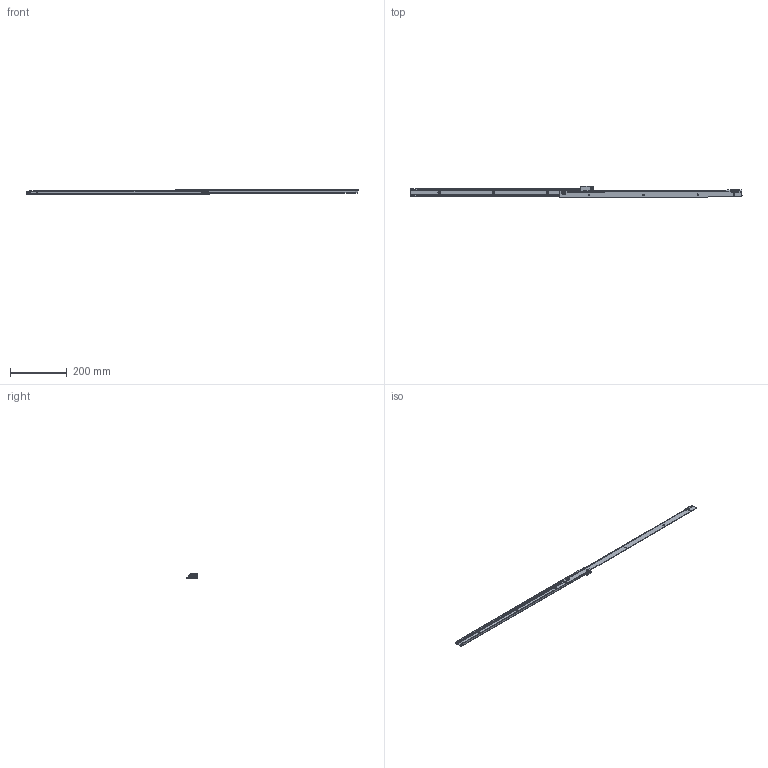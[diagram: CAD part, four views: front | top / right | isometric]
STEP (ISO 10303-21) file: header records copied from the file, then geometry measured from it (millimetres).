
FILE_DESCRIPTION (( 'STEP AP214' ), '1' );
FILE_NAME ('CS# 1051.650-GA.0000.re_open.STEP', '2023-03-06T12:42:45', ( '' ), ( '' ), 'SwSTEP 2.0', 'SolidWorks 2020', '' );
FILE_SCHEMA (( 'AUTOMOTIVE_DESIGN' ));
Length unit declared in the file: millimetre
Products named in the file (15): FUL-166 Kugellager; CS# 1051.XXX-03.0000.re_NL 650 - FUL-166; FUL-166_mit Nietbolzen vernietet; FUL-166 Bolzen_vernietet Mat. 2,0; CS# 2051.XXX-01.0000.re_NL 650; CS# 2051.XXX-01.0000.re_NL  650 - FUL-166; CS# 1051.XXX-03.0000.re_NL 650; kugel_›   3,175000    (1.8"); CS# 1051.650-GA.0000.re_open; FUL-166 Innenring; FUL-066 Außenring; FUL-066 Käfig; FUL-066 Laufring; FUL-166 Bolzen; FUL-166_mit Nietbolzen unvernietet
Assembly tree (22 placements, depth 5):
  CS# 1051.650-GA.0000.re_open
    CS# 2051.XXX-01.0000.re_NL  650 - FUL-166
      CS# 2051.XXX-01.0000.re_NL 650
      FUL-166_mit Nietbolzen unvernietet
        FUL-166 Kugellager
          FUL-166 Innenring
          FUL-066 Außenring
          FUL-066 Käfig
          kugel_›   3,175000    (1.8")  x7
        FUL-066 Laufring
        FUL-166 Bolzen
    CS# 1051.XXX-03.0000.re_NL 650 - FUL-166
      CS# 1051.XXX-03.0000.re_NL 650
      FUL-166_mit Nietbolzen vernietet
        FUL-166 Kugellager
          FUL-166 Innenring
          FUL-066 Außenring
          FUL-066 Käfig
          kugel_›   3,175000    (1.8")  x7
        FUL-066 Laufring
        FUL-166 Bolzen_vernietet Mat. 2,0
Bounding box: 1173.87 x 39.95 x 15.1 mm (x, y, z)
Volume: 102654 mm3; surface area: 112118.2 mm2
Topology: 26 solids, 26 shells, 911 faces, 2301 edges, 1446 vertices
Faces by surface type: plane 346, cylinder 268, sphere 128, cone 92, torus 40, bspline 37
Entity records: 22456 total; most frequent: CARTESIAN_POINT 5528, DIRECTION 3489, ORIENTED_EDGE 3382, EDGE_CURVE 1691, AXIS2_PLACEMENT_3D 1352, VERTEX_POINT 1049, VECTOR 785, LINE 785
